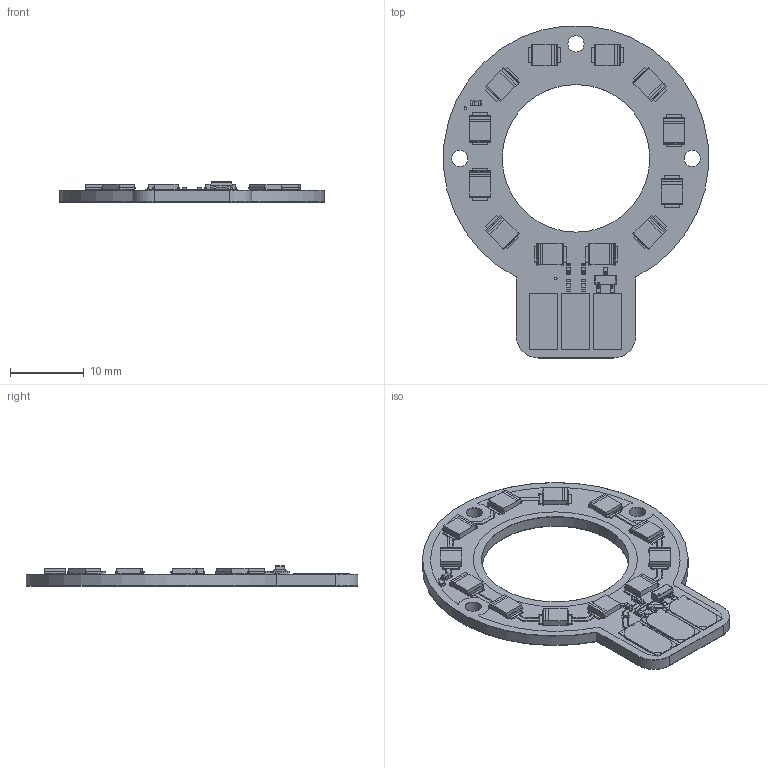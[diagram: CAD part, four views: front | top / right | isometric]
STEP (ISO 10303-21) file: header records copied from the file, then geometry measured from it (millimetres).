
FILE_DESCRIPTION(/* description */ (''),/* implementation_level */ '2;1');
FILE_NAME(/* name */ 'LED Ring_v8.step',/* time_stamp */ '2025-04-08T13:43:07-04:00',/* author */ (''),/* organization */ (''),/* preprocessor_version */ 'ST-DEVELOPER v20.1',/* originating_system */ 'Autodesk Translation Framework v14.4.0.0',/* authorisation */ '');
FILE_SCHEMA (('AUTOMOTIVE_DESIGN { 1 0 10303 214 3 1 1 }'));
Products named in the file (16): LED Ring; Board; Packages; LED_SMT-GWJTLMS1.EM_AOS; LED_SMT-GWJTLMS1EM_AOS v1; SOLDER_PAD_HOLE; SOT95P237X112-3N; IRLML6244TRPBF v1; Body; PinsArrayL; FilletPinR; RESC1005X40; 1-copper; 16-copper; 1-soldermask; 16-soldermask
Assembly tree (32 placements, depth 5):
  LED Ring
    Board
    Packages
      LED_SMT-GWJTLMS1.EM_AOS  x12
        LED_SMT-GWJTLMS1EM_AOS v1
      SOLDER_PAD_HOLE  x3
      RESC1005X40  x5
      SOT95P237X112-3N
        IRLML6244TRPBF v1
          Body
          PinsArrayL
          FilletPinR
    1-copper
    16-copper
    1-soldermask
    16-soldermask
Bounding box: 35.92 x 44.98 x 2.73 mm (x, y, z)
Volume: 1505.6 mm3; surface area: 8826.3 mm2
Topology: 125 solids, 125 shells, 3037 faces, 8072 edges, 5296 vertices
Faces by surface type: plane 2759, cylinder 198, sphere 80
Full cylindrical faces by diameter (mm): 0.163 x1, 0.28 x6, 0.35 x8, 2.2 x9, 20 x3
Entity records: 77736 total; most frequent: CARTESIAN_POINT 13850, ORIENTED_EDGE 13648, DIRECTION 12016, EDGE_CURVE 6824, LINE 6628, VECTOR 6628, VERTEX_POINT 4528, AXIS2_PLACEMENT_3D 2694
